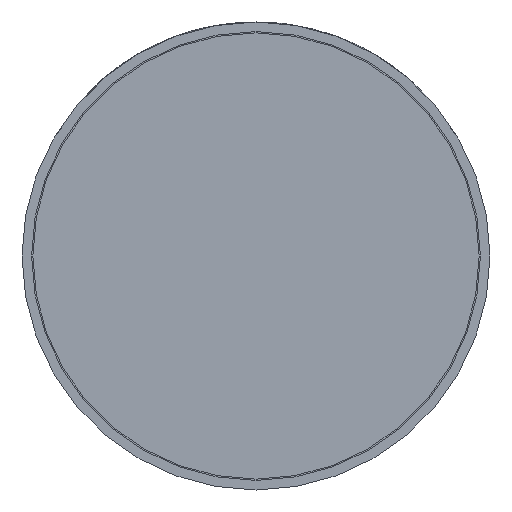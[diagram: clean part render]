
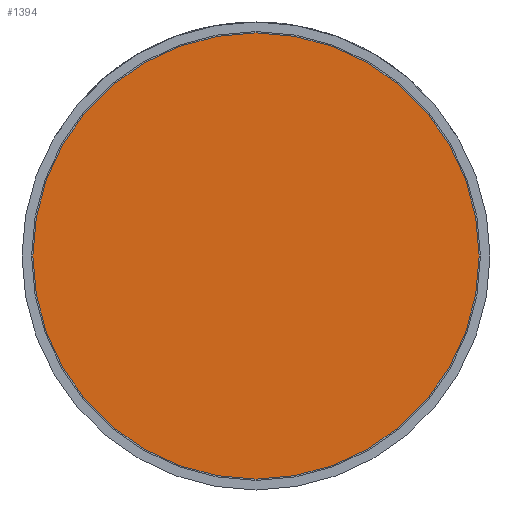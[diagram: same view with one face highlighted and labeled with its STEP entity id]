
A CAD part, front view. The second image highlights one B-rep face of the part: STEP entity #1394.
In plain terms, the highlighted planar face has unit normal (0, -1, 0).
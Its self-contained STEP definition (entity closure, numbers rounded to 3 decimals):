
#345 = VERTEX_POINT ( 'NONE', #2775 ) ;
#379 = EDGE_CURVE ( 'Defeature ausgef�hrt1_7+Defeature ausgef�hrt1_8+Defeature ausgef�hrt1_8+Defeature ausgef�hrt1_8', #5383, #345, #2618, .T. ) ;
#1024 = CARTESIAN_POINT ( 'NONE',  ( 0., 0., 0. ) ) ;
#1247 = EDGE_CURVE ( 'Defeature ausgef�hrt1_7+Defeature ausgef�hrt1_8+Defeature ausgef�hrt1_8+Defeature ausgef�hrt1_8', #345, #5383, #4558, .T. ) ;
#1335 = ORIENTED_EDGE ( 'NONE', *, *, #379, .T. ) ;
#1394 = ADVANCED_FACE ( 'Defeature ausgef�hrt1_7', ( #2278 ), #1902, .T. ) ;
#1476 = CARTESIAN_POINT ( 'NONE',  ( 0., 0., 0. ) ) ;
#1902 = PLANE ( 'NONE',  #5135 ) ;
#1919 = AXIS2_PLACEMENT_3D ( 'NONE', #1476, #4498, #5361 ) ;
#2218 = EDGE_LOOP ( 'NONE', ( #1335, #5513 ) ) ;
#2278 = FACE_OUTER_BOUND ( 'NONE', #2218, .T. ) ;
#2327 = DIRECTION ( 'NONE',  ( 0., 0., -1. ) ) ;
#2618 = CIRCLE ( 'NONE', #1919, 1.74 ) ;
#2685 = CARTESIAN_POINT ( 'NONE',  ( 0., 0., 0. ) ) ;
#2702 = DIRECTION ( 'NONE',  ( 0., -1., 0. ) ) ;
#2775 = CARTESIAN_POINT ( 'NONE',  ( 0., 0., 1.74 ) ) ;
#3512 = DIRECTION ( 'NONE',  ( 0., 0., -1. ) ) ;
#4498 = DIRECTION ( 'NONE',  ( 0., -1., 0. ) ) ;
#4558 = CIRCLE ( 'NONE', #4815, 1.74 ) ;
#4815 = AXIS2_PLACEMENT_3D ( 'NONE', #2685, #2702, #3512 ) ;
#4854 = CARTESIAN_POINT ( 'NONE',  ( 0., 0., -1.74 ) ) ;
#4910 = DIRECTION ( 'NONE',  ( 0., -1., 0. ) ) ;
#5135 = AXIS2_PLACEMENT_3D ( 'NONE', #1024, #4910, #2327 ) ;
#5361 = DIRECTION ( 'NONE',  ( 0., 0., -1. ) ) ;
#5383 = VERTEX_POINT ( 'NONE', #4854 ) ;
#5513 = ORIENTED_EDGE ( 'NONE', *, *, #1247, .T. ) ;
